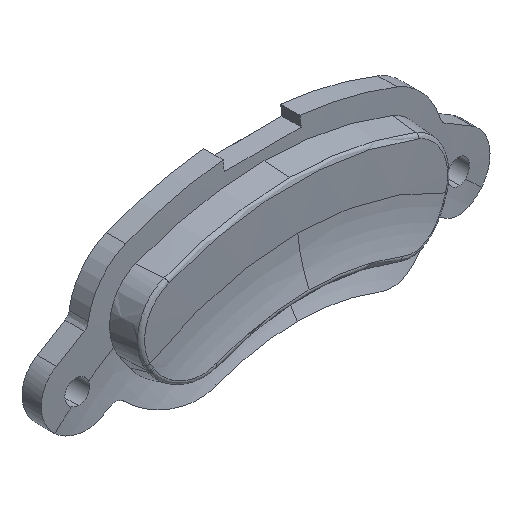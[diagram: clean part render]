
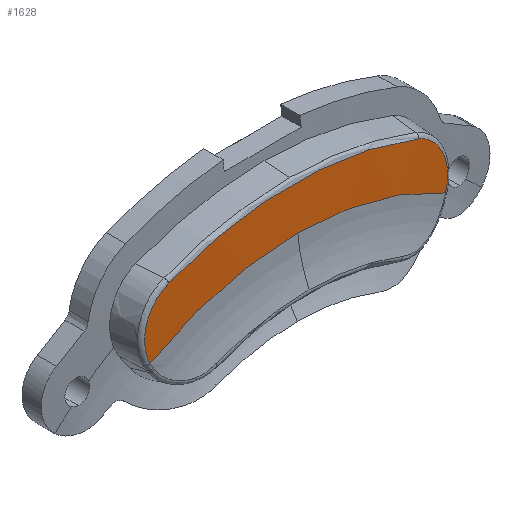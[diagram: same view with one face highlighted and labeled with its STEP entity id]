
A CAD part, isometric view. The second image highlights one B-rep face of the part: STEP entity #1628.
In plain terms, the highlighted spherical face has radius 162.083 mm.
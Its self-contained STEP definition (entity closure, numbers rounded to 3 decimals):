
#43 = CARTESIAN_POINT ( 'NONE',  ( 6.485, -7.536, 39.417 ) ) ;
#145 = CARTESIAN_POINT ( 'NONE',  ( 0., 153.583, 23. ) ) ;
#204 = CARTESIAN_POINT ( 'NONE',  ( -7.11, -7.547, 39.043 ) ) ;
#271 = CARTESIAN_POINT ( 'NONE',  ( 0., -7.536, 23. ) ) ;
#331 = AXIS2_PLACEMENT_3D ( 'NONE', #3217, #4633, #1439 ) ;
#335 = AXIS2_PLACEMENT_3D ( 'NONE', #271, #911, #2695 ) ;
#377 = CARTESIAN_POINT ( 'NONE',  ( 7.682, -7.754, 36.498 ) ) ;
#385 = DIRECTION ( 'NONE',  ( 0., 1., 0. ) ) ;
#448 = CARTESIAN_POINT ( 'NONE',  ( 7.593, -7.58, 38.485 ) ) ;
#464 = ORIENTED_EDGE ( 'NONE', *, *, #921, .T. ) ;
#480 = CIRCLE ( 'NONE', #331, 15.531 ) ;
#595 = CARTESIAN_POINT ( 'NONE',  ( -7.682, -7.754, 36.498 ) ) ;
#597 = ORIENTED_EDGE ( 'NONE', *, *, #1782, .T. ) ;
#748 = VERTEX_POINT ( 'NONE', #768 ) ;
#755 = B_SPLINE_CURVE_WITH_KNOTS ( 'NONE', 3,
 ( #377, #804, #1506, #2174, #1090, #448, #1417, #4311, #2153, #43 ),
 .UNSPECIFIED., .F., .F.,
 ( 4, 2, 2, 2, 4 ),
 ( 0., 0.25, 0.5, 0.75, 1. ),
 .UNSPECIFIED. ) ;
#768 = CARTESIAN_POINT ( 'NONE',  ( 0., -7.754, 38.531 ) ) ;
#804 = CARTESIAN_POINT ( 'NONE',  ( 7.801, -7.726, 36.772 ) ) ;
#911 = DIRECTION ( 'NONE',  ( 0., -1., 0. ) ) ;
#918 = CARTESIAN_POINT ( 'NONE',  ( -7.682, -7.754, 36.498 ) ) ;
#921 = EDGE_CURVE ( 'NONE', #1557, #976, #755, .T. ) ;
#976 = VERTEX_POINT ( 'NONE', #1840 ) ;
#1037 = EDGE_CURVE ( 'NONE', #2923, #748, #480, .T. ) ;
#1061 = ORIENTED_EDGE ( 'NONE', *, *, #1037, .T. ) ;
#1090 = CARTESIAN_POINT ( 'NONE',  ( 7.818, -7.621, 37.933 ) ) ;
#1179 = CARTESIAN_POINT ( 'NONE',  ( -6.997, -7.543, 39.135 ) ) ;
#1224 = CARTESIAN_POINT ( 'NONE',  ( -7.863, -7.698, 37.057 ) ) ;
#1271 = CARTESIAN_POINT ( 'NONE',  ( -7.426, -7.564, 38.732 ) ) ;
#1312 = CIRCLE ( 'NONE', #3413, 15.531 ) ;
#1417 = CARTESIAN_POINT ( 'NONE',  ( 7.431, -7.564, 38.728 ) ) ;
#1439 = DIRECTION ( 'NONE',  ( 0., 0., 1. ) ) ;
#1506 = CARTESIAN_POINT ( 'NONE',  ( 7.863, -7.698, 37.055 ) ) ;
#1557 = VERTEX_POINT ( 'NONE', #2164 ) ;
#1588 = DIRECTION ( 'NONE',  ( 0., -1., 0. ) ) ;
#1628 = ADVANCED_FACE ( 'NONE', ( #2977 ), #4345, .T. ) ;
#1782 = EDGE_CURVE ( 'NONE', #976, #3930, #1841, .T. ) ;
#1840 = CARTESIAN_POINT ( 'NONE',  ( 6.485, -7.536, 39.417 ) ) ;
#1841 = CIRCLE ( 'NONE', #335, 17.651 ) ;
#1934 = CARTESIAN_POINT ( 'NONE',  ( -6.752, -7.537, 39.295 ) ) ;
#1971 = EDGE_LOOP ( 'NONE', ( #597, #3888, #1061, #3710, #464 ) ) ;
#1980 = CARTESIAN_POINT ( 'NONE',  ( -6.621, -7.536, 39.363 ) ) ;
#2057 = EDGE_CURVE ( 'NONE', #3930, #2923, #3716, .T. ) ;
#2153 = CARTESIAN_POINT ( 'NONE',  ( 6.763, -7.536, 39.307 ) ) ;
#2156 = CARTESIAN_POINT ( 'NONE',  ( -6.485, -7.536, 39.417 ) ) ;
#2164 = CARTESIAN_POINT ( 'NONE',  ( 7.682, -7.754, 36.498 ) ) ;
#2174 = CARTESIAN_POINT ( 'NONE',  ( 7.872, -7.645, 37.648 ) ) ;
#2211 = AXIS2_PLACEMENT_3D ( 'NONE', #145, #1588, #2232 ) ;
#2232 = DIRECTION ( 'NONE',  ( 0., 0., 1. ) ) ;
#2354 = CARTESIAN_POINT ( 'NONE',  ( -7.871, -7.645, 37.651 ) ) ;
#2487 = CARTESIAN_POINT ( 'NONE',  ( 0., -7.754, 23. ) ) ;
#2695 = DIRECTION ( 'NONE',  ( 0., 0., 1. ) ) ;
#2923 = VERTEX_POINT ( 'NONE', #595 ) ;
#2977 = FACE_OUTER_BOUND ( 'NONE', #1971, .T. ) ;
#3206 = DIRECTION ( 'NONE',  ( 0., 0., 1. ) ) ;
#3217 = CARTESIAN_POINT ( 'NONE',  ( 0., -7.754, 23. ) ) ;
#3370 = CARTESIAN_POINT ( 'NONE',  ( -7.801, -7.726, 36.772 ) ) ;
#3395 = CARTESIAN_POINT ( 'NONE',  ( -7.817, -7.621, 37.937 ) ) ;
#3413 = AXIS2_PLACEMENT_3D ( 'NONE', #2487, #385, #3206 ) ;
#3710 = ORIENTED_EDGE ( 'NONE', *, *, #4402, .T. ) ;
#3716 = B_SPLINE_CURVE_WITH_KNOTS ( 'NONE', 3,
 ( #3945, #1980, #1934, #1179, #204, #1271, #4422, #3395, #2354, #1224, #3370, #918 ),
 .UNSPECIFIED., .F., .F.,
 ( 4, 2, 2, 2, 2, 4 ),
 ( 0., 0.125, 0.25, 0.5, 0.75, 1. ),
 .UNSPECIFIED. ) ;
#3888 = ORIENTED_EDGE ( 'NONE', *, *, #2057, .T. ) ;
#3930 = VERTEX_POINT ( 'NONE', #2156 ) ;
#3945 = CARTESIAN_POINT ( 'NONE',  ( -6.485, -7.536, 39.417 ) ) ;
#4311 = CARTESIAN_POINT ( 'NONE',  ( 7.008, -7.542, 39.147 ) ) ;
#4345 = SPHERICAL_SURFACE ( 'NONE', #2211, 162.083 ) ;
#4402 = EDGE_CURVE ( 'NONE', #748, #1557, #1312, .T. ) ;
#4422 = CARTESIAN_POINT ( 'NONE',  ( -7.593, -7.58, 38.486 ) ) ;
#4633 = DIRECTION ( 'NONE',  ( 0., 1., 0. ) ) ;
